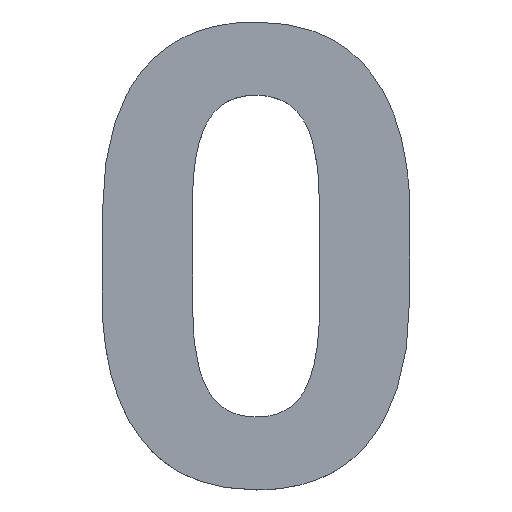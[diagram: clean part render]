
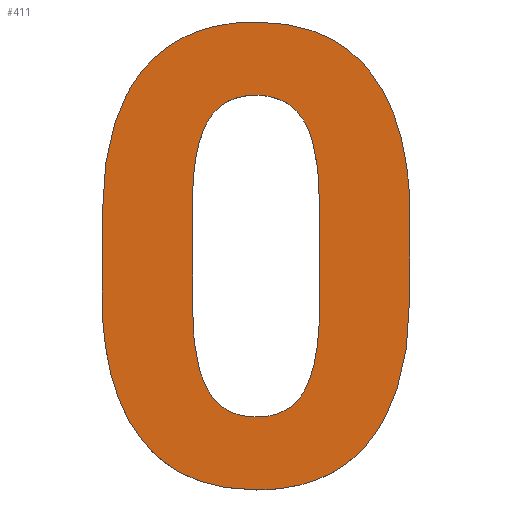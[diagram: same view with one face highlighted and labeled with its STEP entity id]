
A CAD part, top view. The second image highlights one B-rep face of the part: STEP entity #411.
In plain terms, the highlighted planar face has unit normal (0, 0, 1).
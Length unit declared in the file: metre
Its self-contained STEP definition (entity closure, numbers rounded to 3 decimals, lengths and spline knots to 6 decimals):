
#17=PLANE('',#430);
#20=LINE('',#495,#48);
#27=LINE('',#569,#55);
#34=LINE('',#629,#62);
#41=LINE('',#703,#69);
#48=VECTOR('',#437,1.);
#55=VECTOR('',#446,1.);
#62=VECTOR('',#455,1.);
#69=VECTOR('',#464,1.);
#174=ORIENTED_EDGE('',*,*,#222,.F.);
#175=ORIENTED_EDGE('',*,*,#226,.F.);
#176=ORIENTED_EDGE('',*,*,#229,.F.);
#177=ORIENTED_EDGE('',*,*,#232,.F.);
#178=ORIENTED_EDGE('',*,*,#235,.F.);
#179=ORIENTED_EDGE('',*,*,#238,.F.);
#180=ORIENTED_EDGE('',*,*,#241,.F.);
#181=ORIENTED_EDGE('',*,*,#244,.F.);
#182=ORIENTED_EDGE('',*,*,#247,.F.);
#183=ORIENTED_EDGE('',*,*,#250,.F.);
#184=ORIENTED_EDGE('',*,*,#194,.F.);
#185=ORIENTED_EDGE('',*,*,#198,.F.);
#186=ORIENTED_EDGE('',*,*,#201,.F.);
#187=ORIENTED_EDGE('',*,*,#204,.F.);
#188=ORIENTED_EDGE('',*,*,#207,.F.);
#189=ORIENTED_EDGE('',*,*,#210,.F.);
#190=ORIENTED_EDGE('',*,*,#213,.F.);
#191=ORIENTED_EDGE('',*,*,#216,.F.);
#192=ORIENTED_EDGE('',*,*,#219,.F.);
#193=ORIENTED_EDGE('',*,*,#252,.F.);
#194=EDGE_CURVE('',#254,#255,#294,.T.);
#198=EDGE_CURVE('',#258,#254,#20,.T.);
#201=EDGE_CURVE('',#260,#258,#296,.T.);
#204=EDGE_CURVE('',#262,#260,#298,.T.);
#207=EDGE_CURVE('',#264,#262,#300,.T.);
#210=EDGE_CURVE('',#266,#264,#302,.T.);
#213=EDGE_CURVE('',#268,#266,#27,.T.);
#216=EDGE_CURVE('',#270,#268,#304,.T.);
#219=EDGE_CURVE('',#272,#270,#306,.T.);
#222=EDGE_CURVE('',#274,#275,#308,.T.);
#226=EDGE_CURVE('',#278,#274,#34,.T.);
#229=EDGE_CURVE('',#280,#278,#310,.T.);
#232=EDGE_CURVE('',#282,#280,#312,.T.);
#235=EDGE_CURVE('',#284,#282,#314,.T.);
#238=EDGE_CURVE('',#286,#284,#316,.T.);
#241=EDGE_CURVE('',#288,#286,#41,.T.);
#244=EDGE_CURVE('',#290,#288,#318,.T.);
#247=EDGE_CURVE('',#292,#290,#320,.T.);
#250=EDGE_CURVE('',#275,#292,#322,.T.);
#252=EDGE_CURVE('',#255,#272,#324,.T.);
#254=VERTEX_POINT('',#485);
#255=VERTEX_POINT('',#486);
#258=VERTEX_POINT('',#496);
#260=VERTEX_POINT('',#511);
#262=VERTEX_POINT('',#528);
#264=VERTEX_POINT('',#545);
#266=VERTEX_POINT('',#562);
#268=VERTEX_POINT('',#570);
#270=VERTEX_POINT('',#585);
#272=VERTEX_POINT('',#602);
#274=VERTEX_POINT('',#619);
#275=VERTEX_POINT('',#620);
#278=VERTEX_POINT('',#630);
#280=VERTEX_POINT('',#645);
#282=VERTEX_POINT('',#662);
#284=VERTEX_POINT('',#679);
#286=VERTEX_POINT('',#696);
#288=VERTEX_POINT('',#704);
#290=VERTEX_POINT('',#719);
#292=VERTEX_POINT('',#736);
#294=B_SPLINE_CURVE_WITH_KNOTS('',2,(#482,#483,#484),.UNSPECIFIED.,.F.,
 .F.,(3,3),(0.,1.),.PIECEWISE_BEZIER_KNOTS.);
#296=B_SPLINE_CURVE_WITH_KNOTS('',2,(#508,#509,#510),.UNSPECIFIED.,.F.,
 .F.,(3,3),(0.,1.),.PIECEWISE_BEZIER_KNOTS.);
#298=B_SPLINE_CURVE_WITH_KNOTS('',2,(#525,#526,#527),.UNSPECIFIED.,.F.,
 .F.,(3,3),(0.,1.),.PIECEWISE_BEZIER_KNOTS.);
#300=B_SPLINE_CURVE_WITH_KNOTS('',2,(#542,#543,#544),.UNSPECIFIED.,.F.,
 .F.,(3,3),(0.,1.),.PIECEWISE_BEZIER_KNOTS.);
#302=B_SPLINE_CURVE_WITH_KNOTS('',2,(#559,#560,#561),.UNSPECIFIED.,.F.,
 .F.,(3,3),(0.,1.),.PIECEWISE_BEZIER_KNOTS.);
#304=B_SPLINE_CURVE_WITH_KNOTS('',2,(#582,#583,#584),.UNSPECIFIED.,.F.,
 .F.,(3,3),(0.,1.),.PIECEWISE_BEZIER_KNOTS.);
#306=B_SPLINE_CURVE_WITH_KNOTS('',2,(#599,#600,#601),.UNSPECIFIED.,.F.,
 .F.,(3,3),(0.,1.),.PIECEWISE_BEZIER_KNOTS.);
#308=B_SPLINE_CURVE_WITH_KNOTS('',2,(#616,#617,#618),.UNSPECIFIED.,.F.,
 .F.,(3,3),(0.,1.),.PIECEWISE_BEZIER_KNOTS.);
#310=B_SPLINE_CURVE_WITH_KNOTS('',2,(#642,#643,#644),.UNSPECIFIED.,.F.,
 .F.,(3,3),(0.,1.),.PIECEWISE_BEZIER_KNOTS.);
#312=B_SPLINE_CURVE_WITH_KNOTS('',2,(#659,#660,#661),.UNSPECIFIED.,.F.,
 .F.,(3,3),(0.,1.),.PIECEWISE_BEZIER_KNOTS.);
#314=B_SPLINE_CURVE_WITH_KNOTS('',2,(#676,#677,#678),.UNSPECIFIED.,.F.,
 .F.,(3,3),(0.,1.),.PIECEWISE_BEZIER_KNOTS.);
#316=B_SPLINE_CURVE_WITH_KNOTS('',2,(#693,#694,#695),.UNSPECIFIED.,.F.,
 .F.,(3,3),(0.,1.),.PIECEWISE_BEZIER_KNOTS.);
#318=B_SPLINE_CURVE_WITH_KNOTS('',2,(#716,#717,#718),.UNSPECIFIED.,.F.,
 .F.,(3,3),(0.,1.),.PIECEWISE_BEZIER_KNOTS.);
#320=B_SPLINE_CURVE_WITH_KNOTS('',2,(#733,#734,#735),.UNSPECIFIED.,.F.,
 .F.,(3,3),(0.,1.),.PIECEWISE_BEZIER_KNOTS.);
#322=B_SPLINE_CURVE_WITH_KNOTS('',2,(#750,#751,#752),.UNSPECIFIED.,.F.,
 .F.,(3,3),(0.,1.),.PIECEWISE_BEZIER_KNOTS.);
#324=B_SPLINE_CURVE_WITH_KNOTS('',2,(#764,#765,#766),.UNSPECIFIED.,.F.,
 .F.,(3,3),(0.,1.),.PIECEWISE_BEZIER_KNOTS.);
#348=EDGE_LOOP('',(#174,#175,#176,#177,#178,#179,#180,#181,#182,#183));
#349=EDGE_LOOP('',(#184,#185,#186,#187,#188,#189,#190,#191,#192,#193));
#372=FACE_BOUND('',#348,.T.);
#373=FACE_BOUND('',#349,.T.);
#411=ADVANCED_FACE('',(#372,#373),#17,.T.);
#430=AXIS2_PLACEMENT_3D('',#771,#471,#472);
#437=DIRECTION('',(0.,1.,0.));
#446=DIRECTION('',(0.,-1.,0.));
#455=DIRECTION('',(0.,-1.,0.));
#464=DIRECTION('',(0.,1.,0.));
#471=DIRECTION('',(0.,0.,1.));
#472=DIRECTION('',(1.,0.,0.));
#482=CARTESIAN_POINT('',(0.182015,0.008201,0.0095));
#483=CARTESIAN_POINT('',(0.182015,0.008888,0.0095));
#484=CARTESIAN_POINT('',(0.181827,0.009201,0.0095));
#485=CARTESIAN_POINT('',(0.182015,0.008201,0.0095));
#486=CARTESIAN_POINT('',(0.181827,0.009201,0.0095));
#495=CARTESIAN_POINT('',(0.182015,0.007544,0.0095));
#496=CARTESIAN_POINT('',(0.182015,0.006887,0.0095));
#508=CARTESIAN_POINT('',(0.181829,0.005922,0.0095));
#509=CARTESIAN_POINT('',(0.182008,0.006237,0.0095));
#510=CARTESIAN_POINT('',(0.182015,0.006887,0.0095));
#511=CARTESIAN_POINT('',(0.181829,0.005922,0.0095));
#525=CARTESIAN_POINT('',(0.181248,0.005607,0.0095));
#526=CARTESIAN_POINT('',(0.18165,0.005607,0.0095));
#527=CARTESIAN_POINT('',(0.181829,0.005922,0.0095));
#528=CARTESIAN_POINT('',(0.181248,0.005607,0.0095));
#542=CARTESIAN_POINT('',(0.180657,0.005935,0.0095));
#543=CARTESIAN_POINT('',(0.180841,0.005607,0.0095));
#544=CARTESIAN_POINT('',(0.181248,0.005607,0.0095));
#545=CARTESIAN_POINT('',(0.180657,0.005935,0.0095));
#559=CARTESIAN_POINT('',(0.180473,0.00694,0.0095));
#560=CARTESIAN_POINT('',(0.180473,0.006263,0.0095));
#561=CARTESIAN_POINT('',(0.180657,0.005935,0.0095));
#562=CARTESIAN_POINT('',(0.180473,0.00694,0.0095));
#569=CARTESIAN_POINT('',(0.180473,0.007612,0.0095));
#570=CARTESIAN_POINT('',(0.180473,0.008284,0.0095));
#582=CARTESIAN_POINT('',(0.180668,0.009217,0.0095));
#583=CARTESIAN_POINT('',(0.180484,0.008919,0.0095));
#584=CARTESIAN_POINT('',(0.180473,0.008284,0.0095));
#585=CARTESIAN_POINT('',(0.180668,0.009217,0.0095));
#599=CARTESIAN_POINT('',(0.18124,0.009514,0.0095));
#600=CARTESIAN_POINT('',(0.180853,0.009514,0.0095));
#601=CARTESIAN_POINT('',(0.180668,0.009217,0.0095));
#602=CARTESIAN_POINT('',(0.18124,0.009514,0.0095));
#616=CARTESIAN_POINT('',(0.183112,0.007084,0.0095));
#617=CARTESIAN_POINT('',(0.183112,0.005938,0.0095));
#618=CARTESIAN_POINT('',(0.182638,0.00533,0.0095));
#619=CARTESIAN_POINT('',(0.183112,0.007084,0.0095));
#620=CARTESIAN_POINT('',(0.182638,0.00533,0.0095));
#629=CARTESIAN_POINT('',(0.183112,0.007593,0.0095));
#630=CARTESIAN_POINT('',(0.183112,0.008102,0.0095));
#642=CARTESIAN_POINT('',(0.182623,0.009809,0.0095));
#643=CARTESIAN_POINT('',(0.183101,0.009214,0.0095));
#644=CARTESIAN_POINT('',(0.183112,0.008102,0.0095));
#645=CARTESIAN_POINT('',(0.182623,0.009809,0.0095));
#659=CARTESIAN_POINT('',(0.18124,0.010404,0.0095));
#660=CARTESIAN_POINT('',(0.182144,0.010404,0.0095));
#661=CARTESIAN_POINT('',(0.182623,0.009809,0.0095));
#662=CARTESIAN_POINT('',(0.18124,0.010404,0.0095));
#676=CARTESIAN_POINT('',(0.179856,0.009804,0.0095));
#677=CARTESIAN_POINT('',(0.180337,0.010404,0.0095));
#678=CARTESIAN_POINT('',(0.18124,0.010404,0.0095));
#679=CARTESIAN_POINT('',(0.179856,0.009804,0.0095));
#693=CARTESIAN_POINT('',(0.179375,0.008045,0.0095));
#694=CARTESIAN_POINT('',(0.179375,0.009203,0.0095));
#695=CARTESIAN_POINT('',(0.179856,0.009804,0.0095));
#696=CARTESIAN_POINT('',(0.179375,0.008045,0.0095));
#703=CARTESIAN_POINT('',(0.179375,0.007536,0.0095));
#704=CARTESIAN_POINT('',(0.179375,0.007027,0.0095));
#716=CARTESIAN_POINT('',(0.179865,0.005318,0.0095));
#717=CARTESIAN_POINT('',(0.179386,0.005915,0.0095));
#718=CARTESIAN_POINT('',(0.179375,0.007027,0.0095));
#719=CARTESIAN_POINT('',(0.179865,0.005318,0.0095));
#733=CARTESIAN_POINT('',(0.181248,0.004721,0.0095));
#734=CARTESIAN_POINT('',(0.180344,0.004721,0.0095));
#735=CARTESIAN_POINT('',(0.179865,0.005318,0.0095));
#736=CARTESIAN_POINT('',(0.181248,0.004721,0.0095));
#750=CARTESIAN_POINT('',(0.182638,0.00533,0.0095));
#751=CARTESIAN_POINT('',(0.182163,0.004721,0.0095));
#752=CARTESIAN_POINT('',(0.181248,0.004721,0.0095));
#764=CARTESIAN_POINT('',(0.181827,0.009201,0.0095));
#765=CARTESIAN_POINT('',(0.181638,0.009514,0.0095));
#766=CARTESIAN_POINT('',(0.18124,0.009514,0.0095));
#771=CARTESIAN_POINT('',(0.104891,-0.015824,0.0095));
